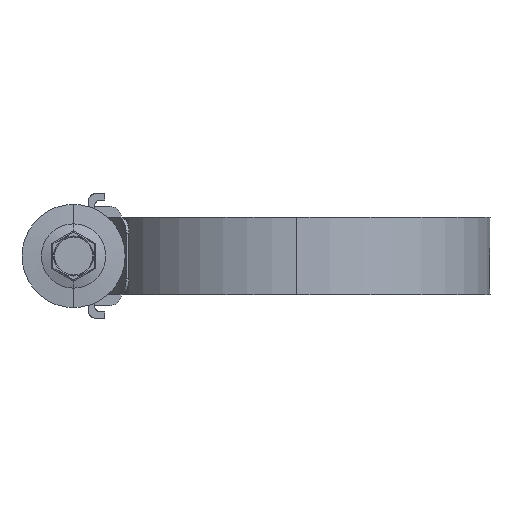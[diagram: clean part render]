
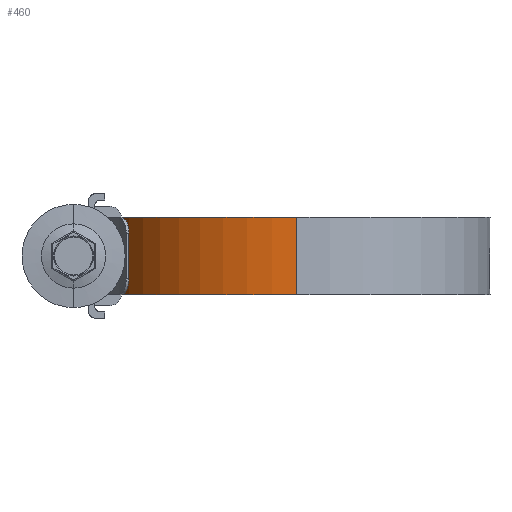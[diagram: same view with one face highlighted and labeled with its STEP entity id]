
A CAD part, left-side view. The second image highlights one B-rep face of the part: STEP entity #460.
In plain terms, the highlighted cylindrical face has radius 35.58 mm (diameter 71.16 mm), a partial arc.
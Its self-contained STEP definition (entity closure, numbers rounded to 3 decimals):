
#460 = ADVANCED_FACE ( 'NONE', ( #9408 ), #10284, .T. ) ;
#492 = LINE ( 'NONE', #1393, #10018 ) ;
#753 = VERTEX_POINT ( 'NONE', #6255 ) ;
#1344 = EDGE_CURVE ( 'NONE', #753, #7260, #492, .T. ) ;
#1354 = CARTESIAN_POINT ( 'NONE',  ( 0., 0., 7.145 ) ) ;
#1393 = CARTESIAN_POINT ( 'NONE',  ( -35.58, 0., 7.145 ) ) ;
#1712 = ORIENTED_EDGE ( 'NONE', *, *, #1344, .F. ) ;
#1934 = EDGE_CURVE ( 'NONE', #5412, #7260, #5351, .T. ) ;
#1993 = AXIS2_PLACEMENT_3D ( 'NONE', #8456, #4927, #3170 ) ;
#2124 = DIRECTION ( 'NONE',  ( 1., 0., 0. ) ) ;
#2190 = CARTESIAN_POINT ( 'NONE',  ( 0., 35.58, 7.145 ) ) ;
#2351 = DIRECTION ( 'NONE',  ( 0., 0., -1. ) ) ;
#2447 = ORIENTED_EDGE ( 'NONE', *, *, #8066, .T. ) ;
#3170 = DIRECTION ( 'NONE',  ( 1., 0., 0. ) ) ;
#3865 = VERTEX_POINT ( 'NONE', #2190 ) ;
#4868 = DIRECTION ( 'NONE',  ( 0., 0., -1. ) ) ;
#4927 = DIRECTION ( 'NONE',  ( 0., 0., 1. ) ) ;
#5351 = CIRCLE ( 'NONE', #1993, 35.58 ) ;
#5412 = VERTEX_POINT ( 'NONE', #9856 ) ;
#5688 = ORIENTED_EDGE ( 'NONE', *, *, #7627, .F. ) ;
#6032 = LINE ( 'NONE', #9506, #9566 ) ;
#6255 = CARTESIAN_POINT ( 'NONE',  ( -35.58, 0., 7.145 ) ) ;
#6409 = CIRCLE ( 'NONE', #8233, 35.58 ) ;
#6610 = DIRECTION ( 'NONE',  ( 0., 0., -1. ) ) ;
#6682 = CARTESIAN_POINT ( 'NONE',  ( 0., 0., 7.145 ) ) ;
#6729 = ORIENTED_EDGE ( 'NONE', *, *, #1934, .T. ) ;
#6829 = EDGE_LOOP ( 'NONE', ( #1712, #5688, #2447, #6729 ) ) ;
#6932 = CARTESIAN_POINT ( 'NONE',  ( -35.58, 0., -7.145 ) ) ;
#7260 = VERTEX_POINT ( 'NONE', #6932 ) ;
#7627 = EDGE_CURVE ( 'NONE', #3865, #753, #6409, .T. ) ;
#8066 = EDGE_CURVE ( 'NONE', #3865, #5412, #6032, .T. ) ;
#8163 = DIRECTION ( 'NONE',  ( 0., 0., 1. ) ) ;
#8233 = AXIS2_PLACEMENT_3D ( 'NONE', #6682, #8163, #2124 ) ;
#8456 = CARTESIAN_POINT ( 'NONE',  ( 0., 0., -7.145 ) ) ;
#9285 = DIRECTION ( 'NONE',  ( -1., 0., 0. ) ) ;
#9408 = FACE_OUTER_BOUND ( 'NONE', #6829, .T. ) ;
#9506 = CARTESIAN_POINT ( 'NONE',  ( 0., 35.58, 7.145 ) ) ;
#9566 = VECTOR ( 'NONE', #2351, 1000. ) ;
#9856 = CARTESIAN_POINT ( 'NONE',  ( 0., 35.58, -7.145 ) ) ;
#10018 = VECTOR ( 'NONE', #6610, 1000. ) ;
#10284 = CYLINDRICAL_SURFACE ( 'NONE', #11110, 35.58 ) ;
#11110 = AXIS2_PLACEMENT_3D ( 'NONE', #1354, #4868, #9285 ) ;
